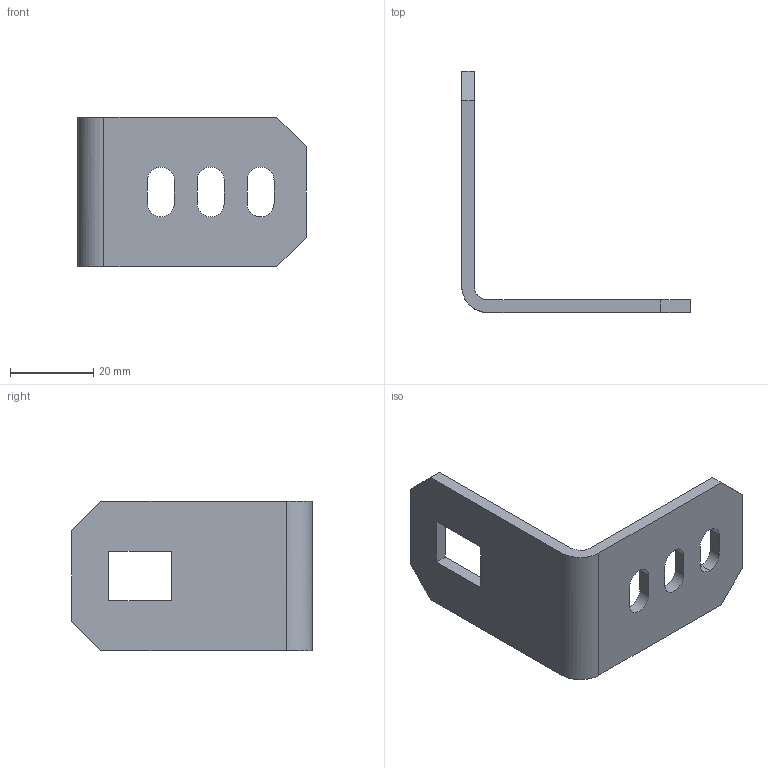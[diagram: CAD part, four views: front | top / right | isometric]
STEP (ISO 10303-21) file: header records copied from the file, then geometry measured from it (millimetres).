
FILE_DESCRIPTION((''),'2;1');
FILE_NAME('Soporte_Separacion_Placa.stp','2017-12-01T11:19:16', ('User'),('SDRC'),'I-DEAS Master Series 9','UNIX','Yes');
FILE_SCHEMA(('CONFIG_CONTROL_DESIGN', 'GEOMETRIC_VALIDATION_PROPERTIES_MIM','SHAPE_APPEARANCE_LAYER_MIM'));
Length unit declared in the file: millimetre
Bounding box: 55 x 58 x 36 mm (x, y, z)
Volume: 10196.1 mm3; surface area: 8057 mm2
Topology: 1 solids, 1 shells, 31 faces, 87 edges, 58 vertices
Faces by surface type: bspline 31
Entity records: 1077 total; most frequent: CARTESIAN_POINT 433, ORIENTED_EDGE 174, EDGE_CURVE 87, QUASI_UNIFORM_CURVE 69, VERTEX_POINT 58, EDGE_LOOP 39, FACE_OUTER_BOUND 31, ADVANCED_FACE 31
